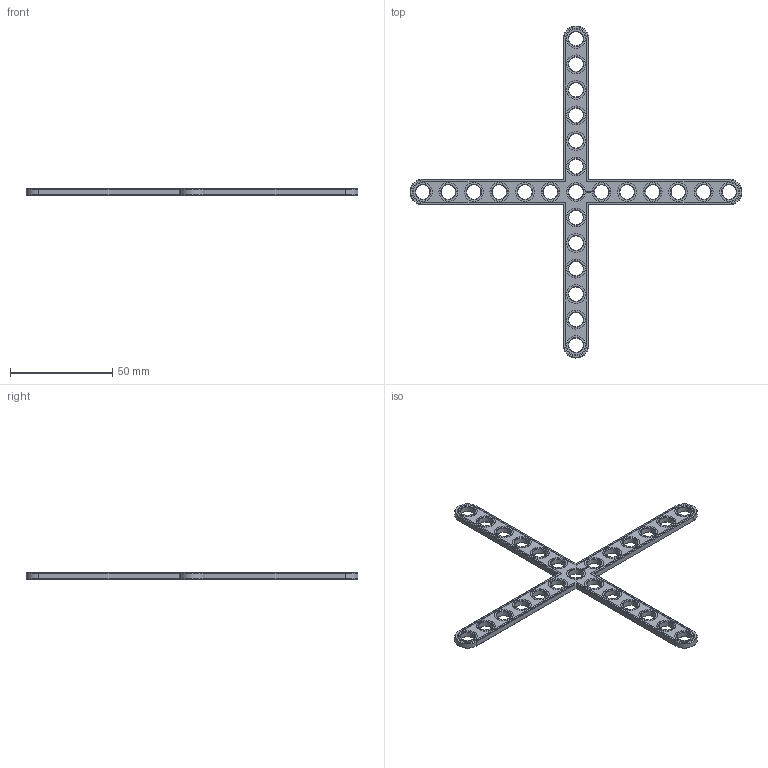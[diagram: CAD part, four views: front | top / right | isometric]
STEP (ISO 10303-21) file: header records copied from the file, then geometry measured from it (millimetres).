
FILE_DESCRIPTION(('FreeCAD Model'),'2;1');
FILE_NAME('Open CASCADE Shape Model','2023-10-20T20:25:21',(''),(''), 'Open CASCADE STEP processor 7.6','FreeCAD','Unknown');
FILE_SCHEMA(('AUTOMOTIVE_DESIGN { 1 0 10303 214 1 1 1 1 }'));
Length unit declared in the file: millimetre
Products named in the file (1): Brace CRS STD SYM ER BU13x00,25 - SPN-BRC-0605 (stemfie.org)
Bounding box: 162.5 x 162.5 x 3.12 mm (x, y, z)
Volume: 8585.7 mm3; surface area: 9298.2 mm2
Topology: 1 solids, 1 shells, 716 faces, 1902 edges, 1248 vertices
Faces by surface type: plane 364, extrusion 222, cone 72, cylinder 58
Full cylindrical faces by diameter (mm): 7 x25, 9.2 x25
Entity records: 48265 total; most frequent: CARTESIAN_POINT 12826, DIRECTION 5366, VECTOR 3884, ORIENTED_EDGE 3804, PCURVE 3804, DEFINITIONAL_REPRESENTATION 3804, LINE 3662, B_SPLINE_CURVE_WITH_KNOTS 1906
